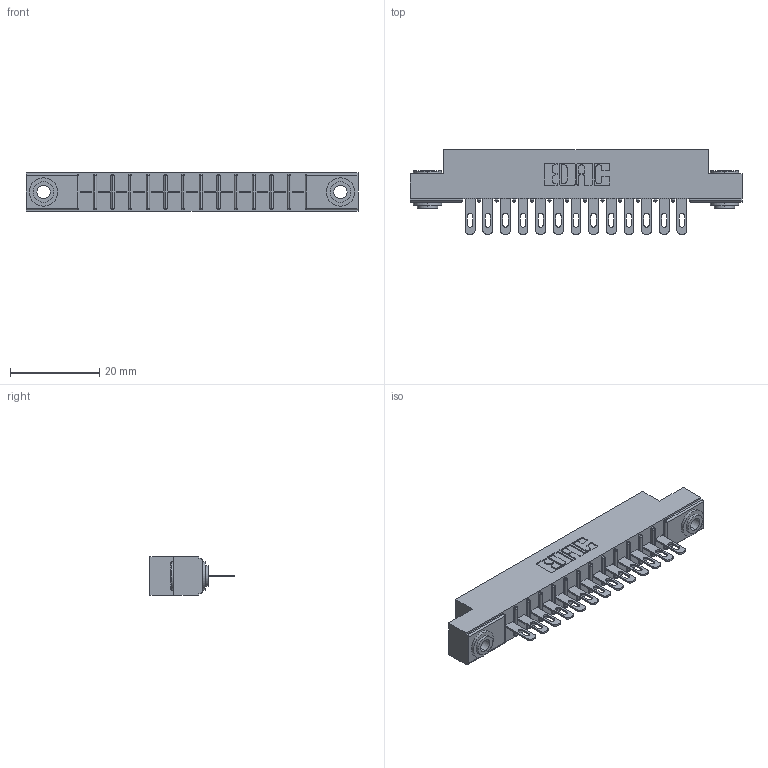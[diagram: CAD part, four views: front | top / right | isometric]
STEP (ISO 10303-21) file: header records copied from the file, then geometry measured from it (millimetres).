
FILE_DESCRIPTION (( 'STEP AP203' ), '1' );
FILE_NAME ('356-013-500-103.STEP', '2018-08-01T18:56:30', ( '' ), ( '' ), 'SwSTEP 2.0', 'SolidWorks 2016', '' );
FILE_SCHEMA (( 'CONFIG_CONTROL_DESIGN' ));
Length unit declared in the file: inch
Products named in the file (4): 306 Part_.156 Dia; 306-290-001_100; 345-250-002_345-250-002-102; 356-013-500-103
Assembly tree (16 placements, depth 2):
  356-013-500-103
    306 Part_.156 Dia
    306-290-001_100  x13
    345-250-002_345-250-002-102  x2
Bounding box: 74.52 x 18.87 x 8.71 mm (x, y, z)
Volume: 5096.2 mm3; surface area: 7720.1 mm2
Topology: 16 solids, 16 shells, 1156 faces, 3223 edges, 2074 vertices
Faces by surface type: plane 742, cylinder 354, sphere 52, cone 8
Entity records: 17109 total; most frequent: CARTESIAN_POINT 2847, DIRECTION 2825, ORIENTED_EDGE 2810, EDGE_CURVE 1405, LINE 1073, VECTOR 1073, VERTEX_POINT 898, AXIS2_PLACEMENT_3D 876
